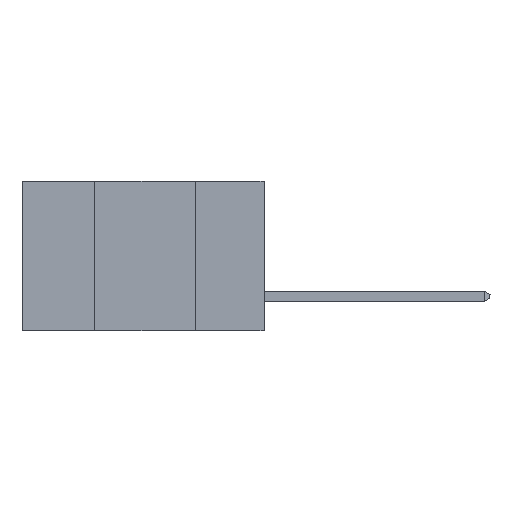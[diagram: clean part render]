
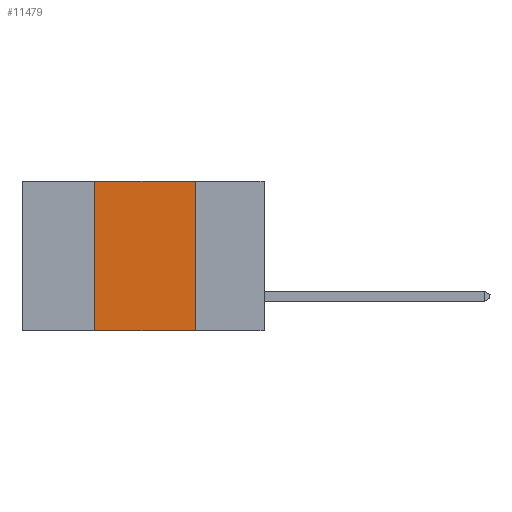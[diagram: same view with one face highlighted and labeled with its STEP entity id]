
A CAD part, left-side view. The second image highlights one B-rep face of the part: STEP entity #11479.
In plain terms, the highlighted planar face has unit normal (-1, 0, 0).
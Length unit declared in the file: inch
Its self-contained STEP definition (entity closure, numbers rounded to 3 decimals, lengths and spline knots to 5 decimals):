
#364 = DIRECTION ( 'NONE',  ( 0., -1., 0. ) ) ;
#781 = LINE ( 'NONE', #11704, #11170 ) ;
#856 = CARTESIAN_POINT ( 'NONE',  ( 0., 0.6, 0. ) ) ;
#1453 = LINE ( 'NONE', #10396, #11539 ) ;
#2471 = CARTESIAN_POINT ( 'NONE',  ( 0., 0.17, 0. ) ) ;
#2500 = VERTEX_POINT ( 'NONE', #12319 ) ;
#3040 = CARTESIAN_POINT ( 'NONE',  ( 0., 0.42, 0. ) ) ;
#3055 = PLANE ( 'NONE',  #13927 ) ;
#3064 = VERTEX_POINT ( 'NONE', #2471 ) ;
#3074 = EDGE_CURVE ( 'NONE', #2500, #14380, #10319, .T. ) ;
#3153 = EDGE_CURVE ( 'NONE', #3064, #13841, #781, .T. ) ;
#3814 = ORIENTED_EDGE ( 'NONE', *, *, #6829, .F. ) ;
#3896 = ORIENTED_EDGE ( 'NONE', *, *, #11288, .T. ) ;
#4623 = ORIENTED_EDGE ( 'NONE', *, *, #3074, .F. ) ;
#5235 = DIRECTION ( 'NONE',  ( 0., 0., -1. ) ) ;
#5311 = DIRECTION ( 'NONE',  ( 1., 0., 0. ) ) ;
#6412 = DIRECTION ( 'NONE',  ( 0., 0., 1. ) ) ;
#6418 = FACE_OUTER_BOUND ( 'NONE', #9729, .T. ) ;
#6526 = DIRECTION ( 'NONE',  ( 0., -1., 0. ) ) ;
#6829 = EDGE_CURVE ( 'NONE', #14380, #3064, #8803, .T. ) ;
#8120 = VECTOR ( 'NONE', #6412, 39.37008 ) ;
#8803 = LINE ( 'NONE', #13218, #12196 ) ;
#9572 = CARTESIAN_POINT ( 'NONE',  ( 0., 0.42, -0.37 ) ) ;
#9729 = EDGE_LOOP ( 'NONE', ( #12227, #3814, #4623, #3896 ) ) ;
#9790 = DIRECTION ( 'NONE',  ( 0., 0., -1. ) ) ;
#10319 = LINE ( 'NONE', #9572, #8120 ) ;
#10396 = CARTESIAN_POINT ( 'NONE',  ( 0., 0.6, -0.37 ) ) ;
#11170 = VECTOR ( 'NONE', #5235, 39.37008 ) ;
#11288 = EDGE_CURVE ( 'NONE', #2500, #13841, #1453, .T. ) ;
#11479 = ADVANCED_FACE ( 'NONE', ( #6418 ), #3055, .F. ) ;
#11539 = VECTOR ( 'NONE', #364, 39.37008 ) ;
#11704 = CARTESIAN_POINT ( 'NONE',  ( 0., 0.17, -0.37 ) ) ;
#11991 = CARTESIAN_POINT ( 'NONE',  ( 0., 0.17, -0.37 ) ) ;
#12196 = VECTOR ( 'NONE', #6526, 39.37008 ) ;
#12227 = ORIENTED_EDGE ( 'NONE', *, *, #3153, .F. ) ;
#12319 = CARTESIAN_POINT ( 'NONE',  ( 0., 0.42, -0.37 ) ) ;
#13218 = CARTESIAN_POINT ( 'NONE',  ( 0., 0.6, 0. ) ) ;
#13841 = VERTEX_POINT ( 'NONE', #11991 ) ;
#13927 = AXIS2_PLACEMENT_3D ( 'NONE', #856, #5311, #9790 ) ;
#14380 = VERTEX_POINT ( 'NONE', #3040 ) ;
